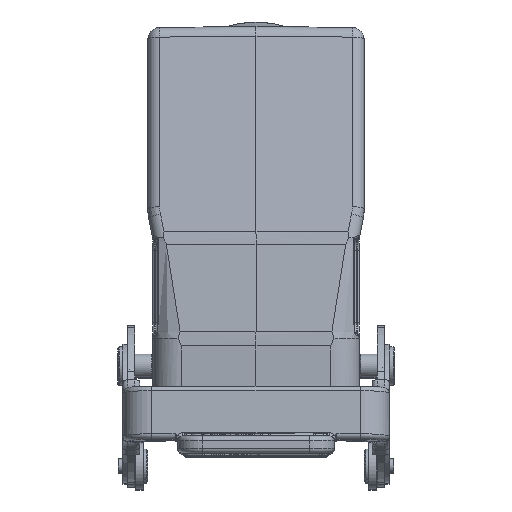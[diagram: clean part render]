
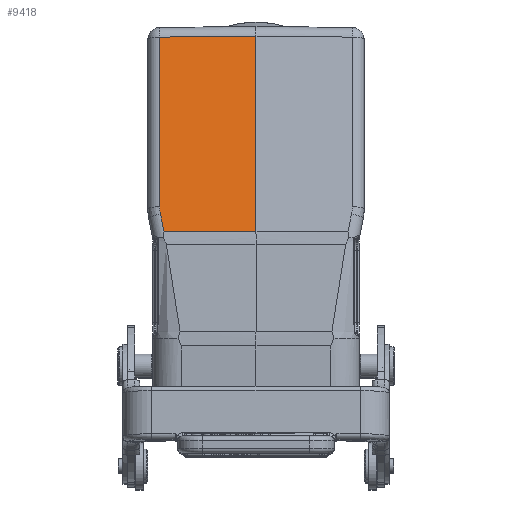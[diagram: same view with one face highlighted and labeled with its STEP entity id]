
A CAD part, top view. The second image highlights one B-rep face of the part: STEP entity #9418.
In plain terms, the highlighted planar face has unit normal (-0.009, 0.19, 0.982).
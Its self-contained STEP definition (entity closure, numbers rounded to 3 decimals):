
#217=ELLIPSE('',#31685,7.639,7.5);
#3101=LINE('',#52580,#5474);
#3102=LINE('',#52587,#5475);
#3174=LINE('',#53201,#5547);
#3175=LINE('',#53204,#5548);
#3176=LINE('',#53205,#5549);
#5474=VECTOR('',#38167,1.);
#5475=VECTOR('',#38174,1.);
#5547=VECTOR('',#38468,1.);
#5548=VECTOR('',#38469,1.);
#5549=VECTOR('',#38470,1.);
#7763=FACE_OUTER_BOUND('',#12642,.T.);
#9418=ADVANCED_FACE('NONE',(#7763),#10651,.T.);
#10651=PLANE('',#31686);
#12642=EDGE_LOOP('',(#19453,#19454,#19455,#19456,#19457,#19458));
#19453=ORIENTED_EDGE('',*,*,#27683,.F.);
#19454=ORIENTED_EDGE('',*,*,#27684,.F.);
#19455=ORIENTED_EDGE('',*,*,#27685,.F.);
#19456=ORIENTED_EDGE('',*,*,#27524,.T.);
#19457=ORIENTED_EDGE('',*,*,#27527,.T.);
#19458=ORIENTED_EDGE('',*,*,#27686,.F.);
#23678=VERTEX_POINT('',#52229);
#23758=VERTEX_POINT('',#52581);
#23759=VERTEX_POINT('',#52585);
#23836=VERTEX_POINT('',#52971);
#23863=VERTEX_POINT('',#53202);
#23864=VERTEX_POINT('',#53203);
#27524=EDGE_CURVE('NONE',#23758,#23678,#3101,.T.);
#27527=EDGE_CURVE('NONE',#23678,#23759,#3102,.T.);
#27683=EDGE_CURVE('NONE',#23863,#23864,#3174,.T.);
#27684=EDGE_CURVE('NONE',#23836,#23863,#3175,.T.);
#27685=EDGE_CURVE('NONE',#23758,#23836,#3176,.T.);
#27686=EDGE_CURVE('NONE',#23864,#23759,#217,.T.);
#31685=AXIS2_PLACEMENT_3D('',#53206,#38471,#38472);
#31686=AXIS2_PLACEMENT_3D('',#53207,#38473,#38474);
#38167=DIRECTION('',(-1.,-0.009,-0.007));
#38174=DIRECTION('',(0.,-0.982,0.19));
#38468=DIRECTION('',(-0.193,0.963,-0.188));
#38469=DIRECTION('',(-1.,0.,-0.009));
#38470=DIRECTION('',(0.,-0.982,0.19));
#38471=DIRECTION('',(0.009,-0.19,-0.982));
#38472=DIRECTION('',(0.045,-0.981,0.19));
#38473=DIRECTION('',(-0.009,0.19,0.982));
#38474=DIRECTION('',(0.,-0.982,0.19));
#52229=CARTESIAN_POINT('',(-20.022,19.215,49.747));
#52580=CARTESIAN_POINT('',(-0.308,19.387,49.889));
#52581=CARTESIAN_POINT('',(0.,19.39,49.891));
#52585=CARTESIAN_POINT('',(-20.022,-16.12,56.573));
#52587=CARTESIAN_POINT('',(-20.022,-22.618,57.828));
#52971=CARTESIAN_POINT('',(0.,-21.241,57.74));
#53201=CARTESIAN_POINT('',(-18.171,-26.117,58.521));
#53202=CARTESIAN_POINT('',(-19.146,-21.241,57.57));
#53203=CARTESIAN_POINT('',(-19.876,-17.591,56.859));
#53204=CARTESIAN_POINT('',(0.002,-21.241,57.74));
#53205=CARTESIAN_POINT('',(0.,-22.585,58.));
#53206=CARTESIAN_POINT('',(-12.522,-16.12,56.64));
#53207=CARTESIAN_POINT('',(0.,-22.585,58.));
